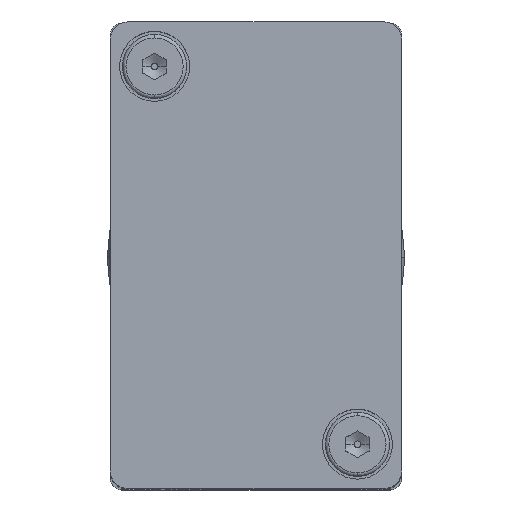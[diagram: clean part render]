
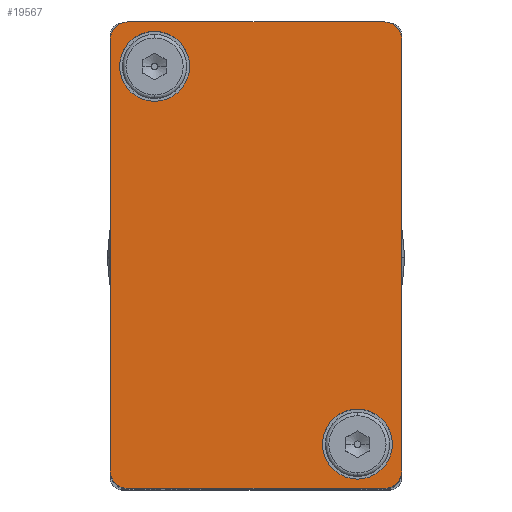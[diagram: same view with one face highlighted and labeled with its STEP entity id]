
A CAD part, top view. The second image highlights one B-rep face of the part: STEP entity #19567.
In plain terms, the highlighted face is planar.
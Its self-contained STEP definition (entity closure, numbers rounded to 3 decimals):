
#13495=CARTESIAN_POINT('',(7.2,14.75,15.2));
#13496=VERTEX_POINT('',#13495);
#13512=CARTESIAN_POINT('',(7.2,14.75,9.2));
#13513=VERTEX_POINT('',#13512);
#13520=CARTESIAN_POINT('',(7.2,14.75,12.2));
#13521=DIRECTION('',(0.0,-1.0,0.0));
#13522=DIRECTION('',(0.0,0.0,1.0));
#13523=AXIS2_PLACEMENT_3D('',#13520,#13521,#13522);
#13524=CIRCLE('',#13523,3.0);
#13525=EDGE_CURVE('',#13496,#13513,#13524,.T.);
#13537=CARTESIAN_POINT('',(-10.2,14.75,-17.2));
#13538=VERTEX_POINT('',#13537);
#13554=CARTESIAN_POINT('',(-10.2,14.75,-23.2));
#13555=VERTEX_POINT('',#13554);
#13562=CARTESIAN_POINT('',(-10.2,14.75,-20.2));
#13563=DIRECTION('',(0.0,-1.0,0.0));
#13564=DIRECTION('',(0.0,0.0,1.0));
#13565=AXIS2_PLACEMENT_3D('',#13562,#13563,#13564);
#13566=CIRCLE('',#13565,3.0);
#13567=EDGE_CURVE('',#13538,#13555,#13566,.T.);
#13579=CARTESIAN_POINT('',(-13.561,14.75,15.561));
#13580=VERTEX_POINT('',#13579);
#13596=CARTESIAN_POINT('',(-12.5,14.75,16.));
#13597=VERTEX_POINT('',#13596);
#13604=CARTESIAN_POINT('',(-12.5,14.75,14.5));
#13605=DIRECTION('',(0.0,-1.,0.0));
#13606=DIRECTION('',(-0.707,0.0,0.707));
#13607=AXIS2_PLACEMENT_3D('',#13604,#13605,#13606);
#13608=CIRCLE('',#13607,1.5);
#13609=EDGE_CURVE('',#13597,#13580,#13608,.T.);
#13621=CARTESIAN_POINT('',(-13.561,14.75,-23.561));
#13622=VERTEX_POINT('',#13621);
#13638=CARTESIAN_POINT('',(-14.0,14.75,-22.5));
#13639=VERTEX_POINT('',#13638);
#13646=CARTESIAN_POINT('',(-12.5,14.75,-22.5));
#13647=DIRECTION('',(0.0,-1.,0.0));
#13648=DIRECTION('',(-0.707,0.0,-0.707));
#13649=AXIS2_PLACEMENT_3D('',#13646,#13647,#13648);
#13650=CIRCLE('',#13649,1.5);
#13651=EDGE_CURVE('',#13639,#13622,#13650,.T.);
#13663=CARTESIAN_POINT('',(10.561,14.75,-23.561));
#13664=VERTEX_POINT('',#13663);
#13680=CARTESIAN_POINT('',(9.5,14.75,-24.0));
#13681=VERTEX_POINT('',#13680);
#13688=CARTESIAN_POINT('',(9.5,14.75,-22.5));
#13689=DIRECTION('',(0.0,-1.,0.0));
#13690=DIRECTION('',(0.707,0.0,-0.707));
#13691=AXIS2_PLACEMENT_3D('',#13688,#13689,#13690);
#13692=CIRCLE('',#13691,1.5);
#13693=EDGE_CURVE('',#13681,#13664,#13692,.T.);
#13705=CARTESIAN_POINT('',(10.561,14.75,15.561));
#13706=VERTEX_POINT('',#13705);
#13722=CARTESIAN_POINT('',(11.0,14.75,14.5));
#13723=VERTEX_POINT('',#13722);
#13730=CARTESIAN_POINT('',(9.5,14.75,14.5));
#13731=DIRECTION('',(0.0,-1.,0.0));
#13732=DIRECTION('',(0.707,0.0,0.707));
#13733=AXIS2_PLACEMENT_3D('',#13730,#13731,#13732);
#13734=CIRCLE('',#13733,1.5);
#13735=EDGE_CURVE('',#13723,#13706,#13734,.T.);
#19434=CARTESIAN_POINT('',(9.5,14.75,16.));
#19435=VERTEX_POINT('',#19434);
#19436=CARTESIAN_POINT('',(9.5,14.75,14.5));
#19437=DIRECTION('',(0.0,-1.,0.0));
#19438=DIRECTION('',(0.707,0.0,0.707));
#19439=AXIS2_PLACEMENT_3D('',#19436,#19437,#19438);
#19440=CIRCLE('',#19439,1.5);
#19441=EDGE_CURVE('',#13706,#19435,#19440,.T.);
#19467=CARTESIAN_POINT('',(9.5,14.75,16.));
#19468=DIRECTION('',(-1.0,0.0,0.0));
#19469=VECTOR('',#19468,22.0);
#19470=LINE('',#19467,#19469);
#19471=EDGE_CURVE('',#19435,#13597,#19470,.T.);
#19489=CARTESIAN_POINT('',(0.,14.75,0.));
#19490=DIRECTION('',(0.0,1.0,0.0));
#19491=DIRECTION('',(0.0,0.0,1.0));
#19492=AXIS2_PLACEMENT_3D('',#19489,#19490,#19491);
#19493=PLANE('',#19492);
#19494=ORIENTED_EDGE('',*,*,#13735,.F.);
#19495=CARTESIAN_POINT('',(11.0,14.75,-22.5));
#19496=VERTEX_POINT('',#19495);
#19497=CARTESIAN_POINT('',(11.0,14.75,-22.5));
#19498=DIRECTION('',(0.0,0.0,1.0));
#19499=VECTOR('',#19498,37.0);
#19500=LINE('',#19497,#19499);
#19501=EDGE_CURVE('',#19496,#13723,#19500,.T.);
#19502=ORIENTED_EDGE('',*,*,#19501,.F.);
#19503=CARTESIAN_POINT('',(9.5,14.75,-22.5));
#19504=DIRECTION('',(0.0,-1.,0.0));
#19505=DIRECTION('',(0.707,0.0,-0.707));
#19506=AXIS2_PLACEMENT_3D('',#19503,#19504,#19505);
#19507=CIRCLE('',#19506,1.5);
#19508=EDGE_CURVE('',#13664,#19496,#19507,.T.);
#19509=ORIENTED_EDGE('',*,*,#19508,.F.);
#19510=ORIENTED_EDGE('',*,*,#13693,.F.);
#19511=CARTESIAN_POINT('',(-12.5,14.75,-24.0));
#19512=VERTEX_POINT('',#19511);
#19513=CARTESIAN_POINT('',(-12.5,14.75,-24.0));
#19514=DIRECTION('',(1.0,0.0,0.0));
#19515=VECTOR('',#19514,22.0);
#19516=LINE('',#19513,#19515);
#19517=EDGE_CURVE('',#19512,#13681,#19516,.T.);
#19518=ORIENTED_EDGE('',*,*,#19517,.F.);
#19519=CARTESIAN_POINT('',(-12.5,14.75,-22.5));
#19520=DIRECTION('',(0.0,-1.,0.0));
#19521=DIRECTION('',(-0.707,0.0,-0.707));
#19522=AXIS2_PLACEMENT_3D('',#19519,#19520,#19521);
#19523=CIRCLE('',#19522,1.5);
#19524=EDGE_CURVE('',#13622,#19512,#19523,.T.);
#19525=ORIENTED_EDGE('',*,*,#19524,.F.);
#19526=ORIENTED_EDGE('',*,*,#13651,.F.);
#19527=CARTESIAN_POINT('',(-14.0,14.75,14.5));
#19528=VERTEX_POINT('',#19527);
#19529=CARTESIAN_POINT('',(-14.0,14.75,14.5));
#19530=DIRECTION('',(0.0,0.0,-1.0));
#19531=VECTOR('',#19530,37.0);
#19532=LINE('',#19529,#19531);
#19533=EDGE_CURVE('',#19528,#13639,#19532,.T.);
#19534=ORIENTED_EDGE('',*,*,#19533,.F.);
#19535=CARTESIAN_POINT('',(-12.5,14.75,14.5));
#19536=DIRECTION('',(0.0,-1.,0.0));
#19537=DIRECTION('',(-0.707,0.0,0.707));
#19538=AXIS2_PLACEMENT_3D('',#19535,#19536,#19537);
#19539=CIRCLE('',#19538,1.5);
#19540=EDGE_CURVE('',#13580,#19528,#19539,.T.);
#19541=ORIENTED_EDGE('',*,*,#19540,.F.);
#19542=ORIENTED_EDGE('',*,*,#13609,.F.);
#19543=ORIENTED_EDGE('',*,*,#19471,.F.);
#19544=ORIENTED_EDGE('',*,*,#19441,.F.);
#19545=EDGE_LOOP('',(#19494,#19502,#19509,#19510,#19518,#19525,#19526,#19534,#19541,#19542,#19543,#19544));
#19546=FACE_OUTER_BOUND('',#19545,.T.);
#19547=ORIENTED_EDGE('',*,*,#13567,.T.);
#19548=CARTESIAN_POINT('',(-10.2,14.75,-20.2));
#19549=DIRECTION('',(0.0,-1.0,0.0));
#19550=DIRECTION('',(0.0,0.0,1.0));
#19551=AXIS2_PLACEMENT_3D('',#19548,#19549,#19550);
#19552=CIRCLE('',#19551,3.0);
#19553=EDGE_CURVE('',#13555,#13538,#19552,.T.);
#19554=ORIENTED_EDGE('',*,*,#19553,.T.);
#19555=EDGE_LOOP('',(#19547,#19554));
#19556=FACE_BOUND('',#19555,.T.);
#19557=ORIENTED_EDGE('',*,*,#13525,.T.);
#19558=CARTESIAN_POINT('',(7.2,14.75,12.2));
#19559=DIRECTION('',(0.0,-1.0,0.0));
#19560=DIRECTION('',(0.0,0.0,1.0));
#19561=AXIS2_PLACEMENT_3D('',#19558,#19559,#19560);
#19562=CIRCLE('',#19561,3.0);
#19563=EDGE_CURVE('',#13513,#13496,#19562,.T.);
#19564=ORIENTED_EDGE('',*,*,#19563,.T.);
#19565=EDGE_LOOP('',(#19557,#19564));
#19566=FACE_BOUND('',#19565,.T.);
#19567=ADVANCED_FACE('',(#19546,#19556,#19566),#19493,.T.);
